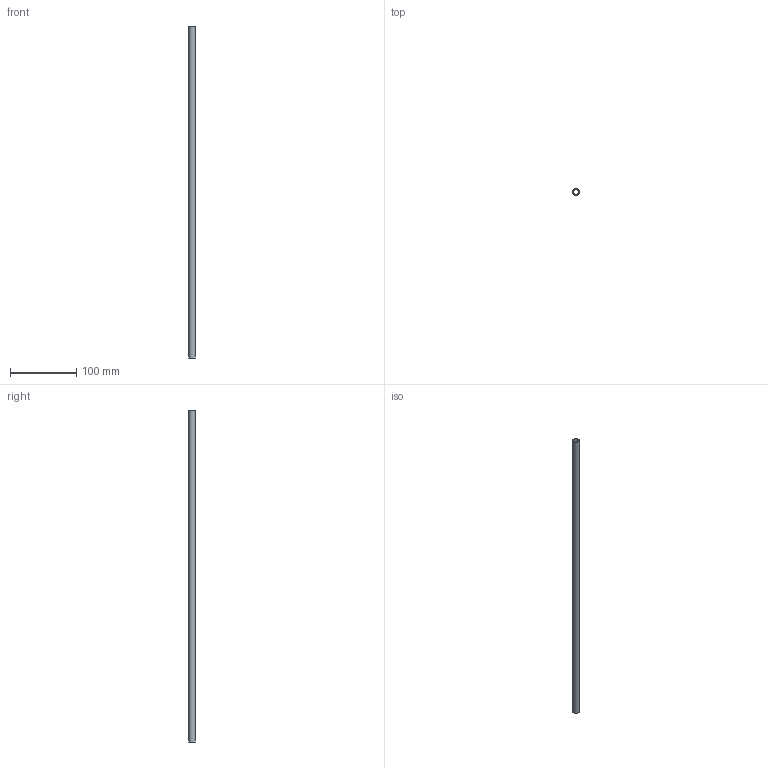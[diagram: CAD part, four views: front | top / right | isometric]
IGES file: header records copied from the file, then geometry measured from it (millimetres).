
Global section: file name: V986-500; native system: Autodesk Inventor 2018; preprocessor: unknown; author: adaniels; date: 20180123.150834; units: millimetre
Bounding box: 9.99 x 9.98 x 500 mm (x, y, z)
Volume: 11578.1 mm3; surface area: 28999.5 mm2
Topology: 1 solids, 1 shells, 4 faces, 6 edges, 4 vertices
Faces by surface type: bspline 4
